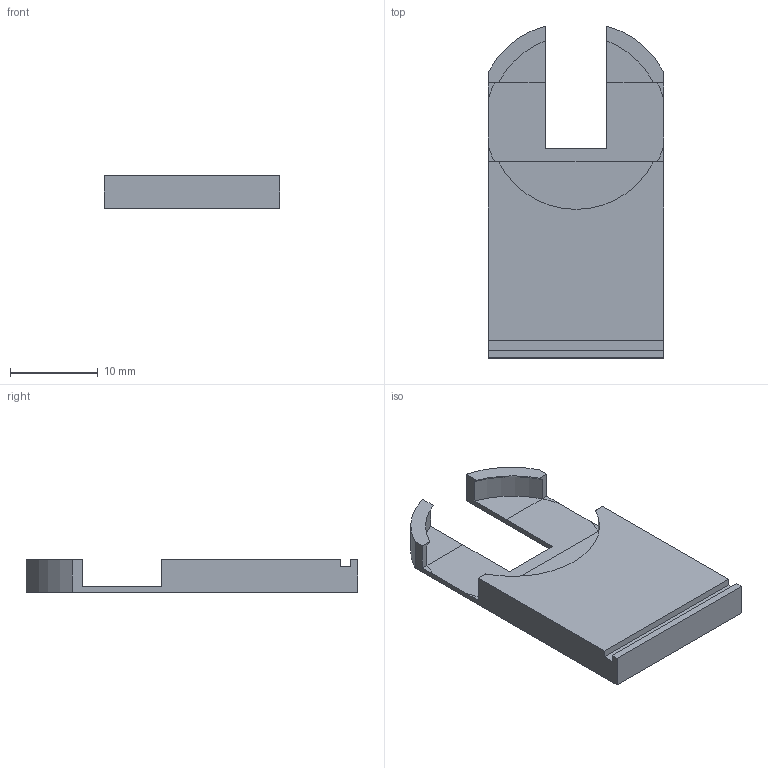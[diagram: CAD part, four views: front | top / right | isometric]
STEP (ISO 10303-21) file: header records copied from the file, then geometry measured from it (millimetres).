
FILE_DESCRIPTION(('FreeCAD Model'),'2;1');
FILE_NAME('Open CASCADE Shape Model','2024-08-09T20:57:15',('Author'),( ''),'Open CASCADE STEP processor 7.6','FreeCAD','Unknown');
FILE_SCHEMA(('AP242_MANAGED_MODEL_BASED_3D_ENGINEERING_MIM_LF. {1 0 10303 442 1 1 4 }'));
Length unit declared in the file: millimetre
Products named in the file (1): Cut
Bounding box: 20 x 37.75 x 3.7 mm (x, y, z)
Volume: 1575.3 mm3; surface area: 1798.6 mm2
Topology: 1 solids, 1 shells, 36 faces, 93 edges, 59 vertices
Faces by surface type: plane 26, cylinder 6, cone 4
Entity records: 1113 total; most frequent: DIRECTION 193, CARTESIAN_POINT 189, ORIENTED_EDGE 186, EDGE_CURVE 93, LINE 67, VECTOR 67, AXIS2_PLACEMENT_3D 63, VERTEX_POINT 59
